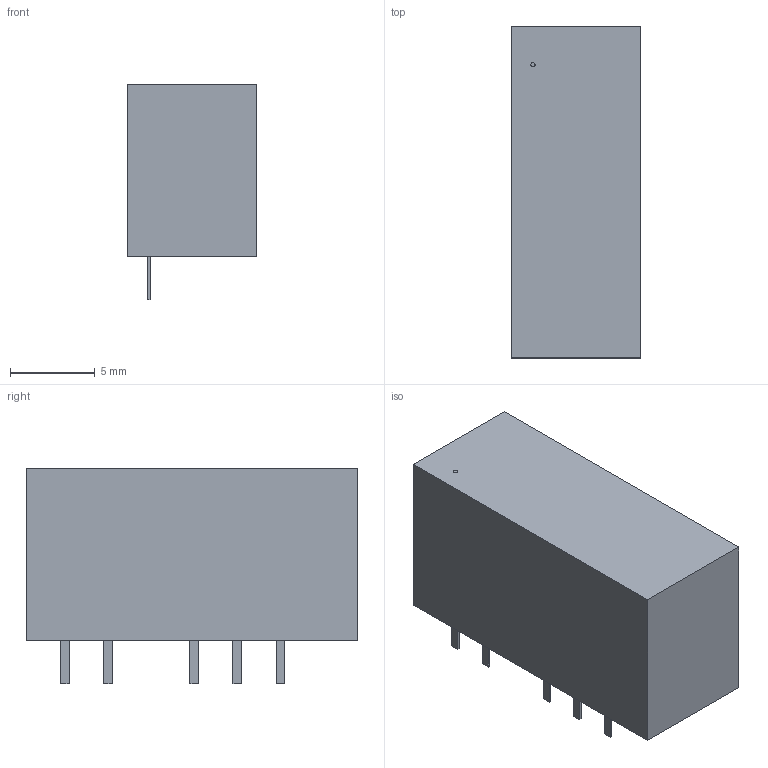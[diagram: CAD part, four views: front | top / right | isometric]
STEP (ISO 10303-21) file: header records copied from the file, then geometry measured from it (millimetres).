
FILE_DESCRIPTION(('FreeCAD Model'),'2;1');
FILE_NAME('Open CASCADE Shape Model','2022-02-01T19:44:13',('Author'),( ''),'Open CASCADE STEP processor 7.5','FreeCAD','Unknown');
FILE_SCHEMA(('AUTOMOTIVE_DESIGN { 1 0 10303 214 1 1 1 1 }'));
Length unit declared in the file: millimetre
Products named in the file (8): Unnamed; Solid; Solid001; Solid003; Solid005; Solid007; Solid009; Solid011
Assembly tree (7 placements, depth 2):
  Unnamed
    Solid
    Solid001
    Solid003
    Solid005
    Solid007
    Solid009
    Solid011
Bounding box: 7.62 x 19.56 x 12.7 mm (x, y, z)
Volume: 1515 mm3; surface area: 867.2 mm2
Topology: 7 solids, 7 shells, 39 faces, 75 edges, 50 vertices
Faces by surface type: plane 38, cylinder 1
Full cylindrical faces by diameter (mm): 0.254 x1
Entity records: 2144 total; most frequent: CARTESIAN_POINT 329, DIRECTION 319, LINE 220, VECTOR 220, ORIENTED_EDGE 150, PCURVE 150, DEFINITIONAL_REPRESENTATION 150, EDGE_CURVE 75
